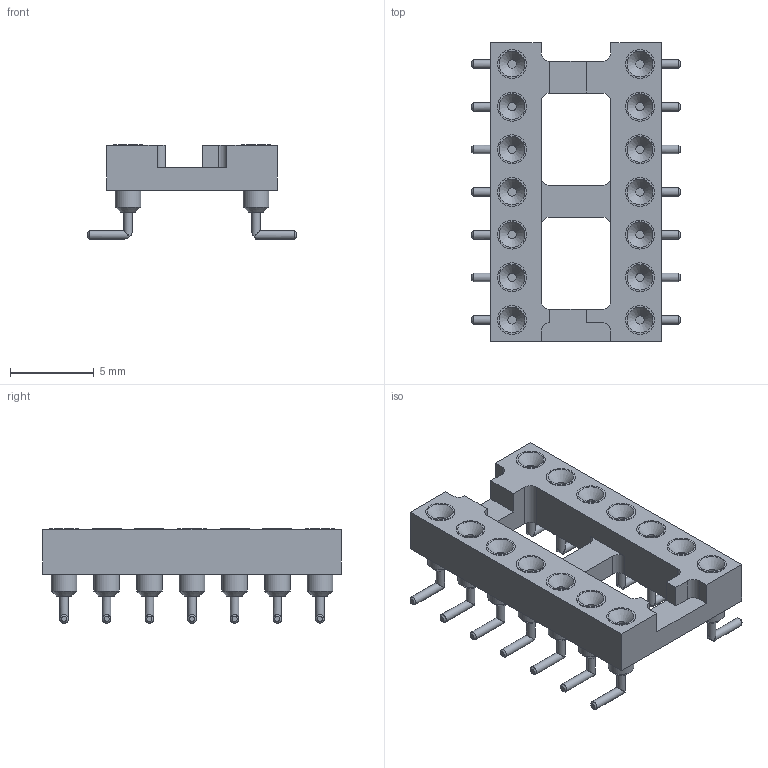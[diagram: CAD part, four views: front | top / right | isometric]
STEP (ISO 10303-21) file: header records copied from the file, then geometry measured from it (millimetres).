
FILE_DESCRIPTION(/* description */ ('VU Meter Deck angled desktop stand'),/* implementation_level */ '2;1');
FILE_NAME(/* name */ 'DIP-14_W7.62mm_SMD_Socket',/* time_stamp */ '2024-07-03T00:32:03+02:00',/* author */ ('SB'),/* organization */ (''),/* preprocessor_version */ 'ST-DEVELOPER v16.7',/* originating_system */ 'DEX',/* authorisation */ $);
FILE_SCHEMA (('AUTOMOTIVE_DESIGN {1 0 10303 214 3 1 1}'));
Length unit declared in the file: millimetre
Products named in the file (1): DIP-14_W7.62mm_Socket
Bounding box: 12.41 x 17.78 x 5.63 mm (x, y, z)
Surface area: 723.3 mm2 (no closed solid volume)
Topology: 0 solids, 1 shells, 249 faces, 615 edges, 421 vertices
Faces by surface type: cylinder 108, plane 99, cone 42
Full cylindrical faces by diameter (mm): 0.508 x35, 0.51 x6, 0.512 x1, 1.524 x14, 1.724 x14
Entity records: 8507 total; most frequent: CARTESIAN_POINT 1416, DIRECTION 1122, ORIENTED_EDGE 928, AXIS2_PLACEMENT_3D 502, EDGE_CURVE 464, EDGE_LOOP 419, FACE_BOUND 419, VERTEX_POINT 383
